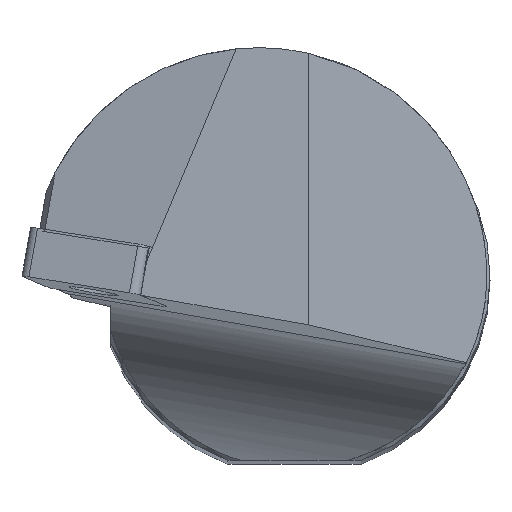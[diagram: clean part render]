
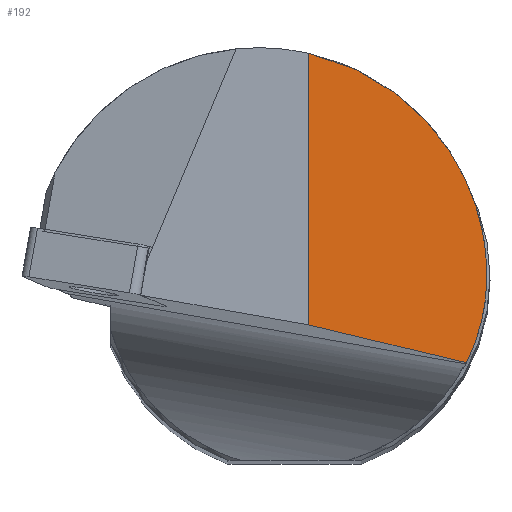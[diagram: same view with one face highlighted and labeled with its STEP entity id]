
A CAD part, top view. The second image highlights one B-rep face of the part: STEP entity #192.
In plain terms, the highlighted planar face has unit normal (0.707, 0, 0.707).
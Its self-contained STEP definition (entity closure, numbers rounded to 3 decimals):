
#122=PLANE('',#937);
#192=ADVANCED_FACE('',(#241),#122,.T.);
#241=FACE_OUTER_BOUND('',#284,.T.);
#284=EDGE_LOOP('',(#544,#545,#546,#547));
#340=LINE('',#1426,#397);
#343=LINE('',#1435,#400);
#397=VECTOR('',#1095,1.);
#400=VECTOR('',#1104,1.);
#544=ORIENTED_EDGE('',*,*,#821,.F.);
#545=ORIENTED_EDGE('',*,*,#822,.F.);
#546=ORIENTED_EDGE('',*,*,#818,.T.);
#547=ORIENTED_EDGE('',*,*,#823,.F.);
#719=VERTEX_POINT('',#1425);
#720=VERTEX_POINT('',#1427);
#721=VERTEX_POINT('',#1433);
#722=VERTEX_POINT('',#1434);
#818=EDGE_CURVE('',#720,#719,#340,.T.);
#821=EDGE_CURVE('',#721,#722,#884,.T.);
#822=EDGE_CURVE('',#720,#721,#343,.T.);
#823=EDGE_CURVE('',#722,#719,#885,.T.);
#884=ELLIPSE('',#935,41.295,29.2);
#885=ELLIPSE('',#936,34.79,24.6);
#935=AXIS2_PLACEMENT_3D('',#1432,#1102,#1103);
#936=AXIS2_PLACEMENT_3D('',#1436,#1105,#1106);
#937=AXIS2_PLACEMENT_3D('',#1437,#1107,#1108);
#1095=DIRECTION('',(0.697,-0.166,-0.697));
#1102=DIRECTION('',(-0.707,0.,-0.707));
#1103=DIRECTION('',(-0.707,0.,0.707));
#1104=DIRECTION('',(0.,1.,0.));
#1105=DIRECTION('',(-0.707,0.,-0.707));
#1106=DIRECTION('',(0.707,0.,-0.707));
#1107=DIRECTION('',(0.707,0.,0.707));
#1108=DIRECTION('',(-0.707,0.,0.707));
#1425=CARTESIAN_POINT('',(21.967,-11.073,329.033));
#1426=CARTESIAN_POINT('',(1.8,-6.265,349.2));
#1427=CARTESIAN_POINT('',(1.8,-6.265,349.2));
#1432=CARTESIAN_POINT('',(-4.6,0.,355.6));
#1433=CARTESIAN_POINT('',(1.8,28.49,349.2));
#1434=CARTESIAN_POINT('',(24.6,0.,326.4));
#1435=CARTESIAN_POINT('',(1.8,-6.265,349.2));
#1436=CARTESIAN_POINT('',(0.,0.,351.));
#1437=CARTESIAN_POINT('',(-5.904,0.,356.904));
